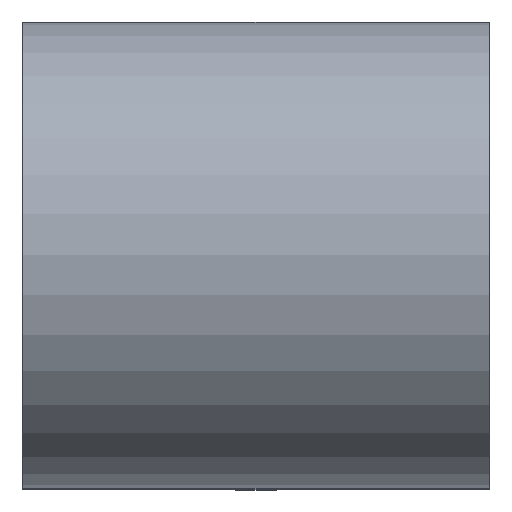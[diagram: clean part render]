
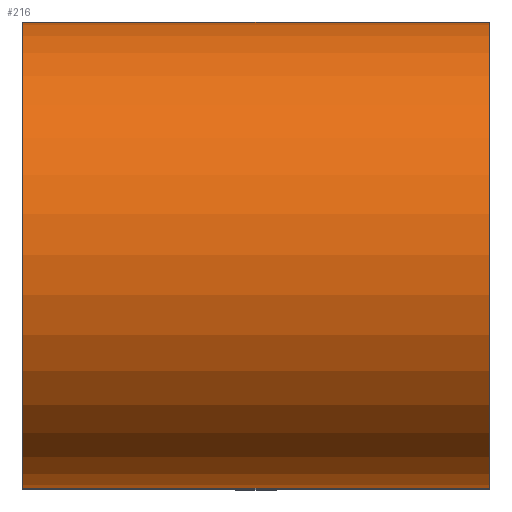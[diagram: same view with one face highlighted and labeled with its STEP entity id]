
A CAD part, top view. The second image highlights one B-rep face of the part: STEP entity #216.
In plain terms, the highlighted cylindrical face has radius 27.5 mm (diameter 55 mm), a partial arc.
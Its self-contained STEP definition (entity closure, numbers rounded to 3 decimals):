
#34=FACE_OUTER_BOUND('',#47,.T.);
#47=EDGE_LOOP('',(#187,#188,#189,#190));
#66=LINE('',#524,#85);
#67=LINE('',#527,#86);
#85=VECTOR('',#303,10.);
#86=VECTOR('',#306,10.);
#97=CIRCLE('',#252,27.5);
#98=CIRCLE('',#254,27.5);
#115=VERTEX_POINT('',#517);
#116=VERTEX_POINT('',#519);
#117=VERTEX_POINT('',#523);
#118=VERTEX_POINT('',#525);
#141=EDGE_CURVE('',#115,#116,#97,.T.);
#143=EDGE_CURVE('',#117,#115,#66,.T.);
#144=EDGE_CURVE('',#118,#117,#98,.T.);
#145=EDGE_CURVE('',#116,#118,#67,.T.);
#187=ORIENTED_EDGE('',*,*,#143,.F.);
#188=ORIENTED_EDGE('',*,*,#144,.F.);
#189=ORIENTED_EDGE('',*,*,#145,.F.);
#190=ORIENTED_EDGE('',*,*,#141,.F.);
#207=CYLINDRICAL_SURFACE('',#253,27.5);
#216=ADVANCED_FACE('',(#34),#207,.T.);
#252=AXIS2_PLACEMENT_3D('',#520,#298,#299);
#253=AXIS2_PLACEMENT_3D('',#522,#301,#302);
#254=AXIS2_PLACEMENT_3D('',#526,#304,#305);
#298=DIRECTION('center_axis',(-1.,0.,0.));
#299=DIRECTION('ref_axis',(0.,1.,0.));
#301=DIRECTION('center_axis',(1.,0.,0.));
#302=DIRECTION('ref_axis',(0.,1.,0.));
#303=DIRECTION('',(-1.,0.,0.));
#304=DIRECTION('center_axis',(1.,0.,0.));
#305=DIRECTION('ref_axis',(0.,1.,0.));
#306=DIRECTION('',(1.,0.,0.));
#517=CARTESIAN_POINT('',(-27.5,-27.5,0.));
#519=CARTESIAN_POINT('',(-27.5,27.5,0.));
#520=CARTESIAN_POINT('Origin',(-27.5,0.,0.));
#522=CARTESIAN_POINT('Origin',(0.,0.,0.));
#523=CARTESIAN_POINT('',(27.5,-27.5,0.));
#524=CARTESIAN_POINT('',(0.,-27.5,0.));
#525=CARTESIAN_POINT('',(27.5,27.5,0.));
#526=CARTESIAN_POINT('Origin',(27.5,0.,0.));
#527=CARTESIAN_POINT('',(0.,27.5,0.));
